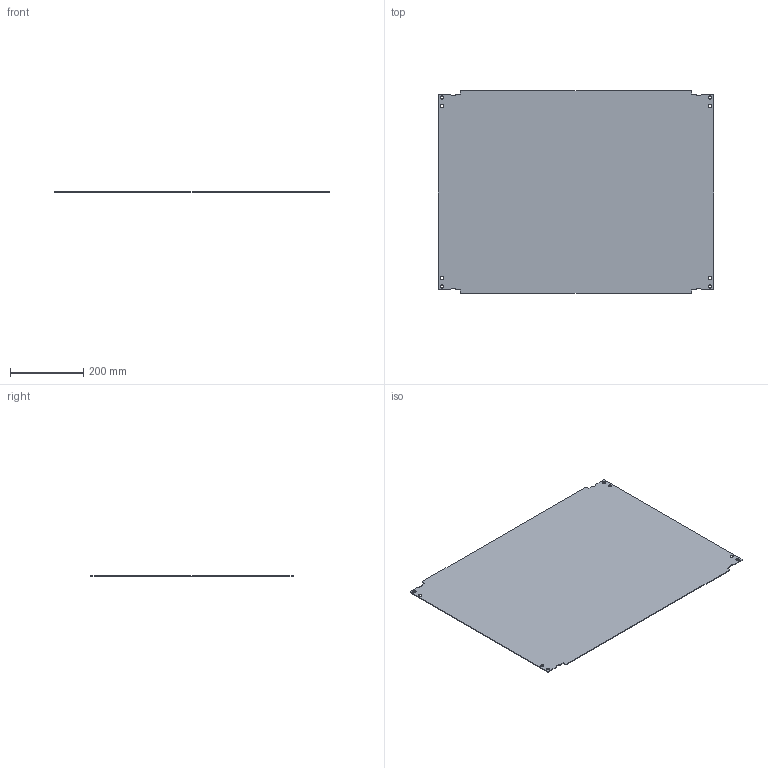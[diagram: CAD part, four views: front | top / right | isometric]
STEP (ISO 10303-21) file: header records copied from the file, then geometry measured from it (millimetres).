
FILE_DESCRIPTION(/* description */ (''),/* implementation_level */ '2;1');
FILE_NAME(/* name */ 'PML8060.stp',/* time_stamp */ '2017-03-02T17:11:56+01:00',/* author */ (''),/* organization */ (''),/* preprocessor_version */ 'ST-DEVELOPER v15',/* originating_system */ 'SIEMENS PLM Software NX 9.0',/* authorisation */ '');
FILE_SCHEMA (('CONFIG_CONTROL_DESIGN'));
Length unit declared in the file: millimetre
Products named in the file (1): PML8060_stp
Bounding box: 754 x 556 x 2 mm (x, y, z)
Volume: 832222.8 mm3; surface area: 837917.9 mm2
Topology: 1 solids, 1 shells, 38 faces, 112 edges, 76 vertices
Faces by surface type: plane 26, cylinder 12
Full cylindrical faces by diameter (mm): 9 x8
Entity records: 1332 total; most frequent: CARTESIAN_POINT 215, ORIENTED_EDGE 208, DIRECTION 206, EDGE_CURVE 104, LINE 80, VECTOR 80, VERTEX_POINT 72, AXIS2_PLACEMENT_3D 63
